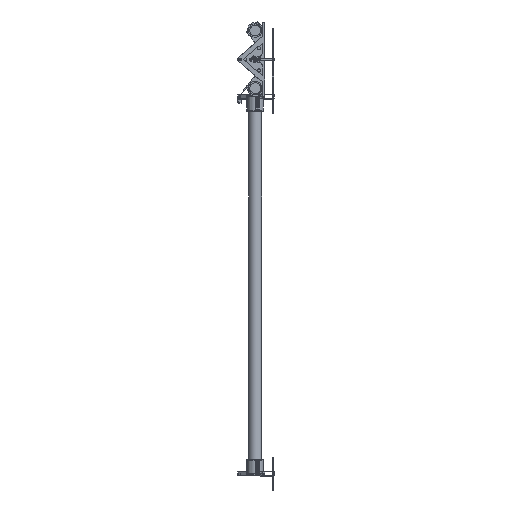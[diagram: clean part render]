
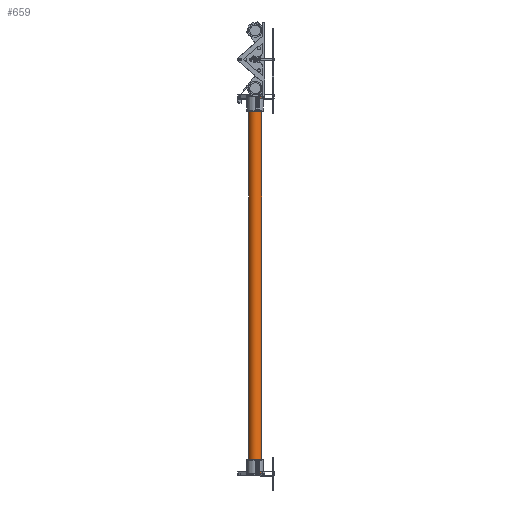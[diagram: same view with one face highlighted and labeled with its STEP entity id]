
A CAD part, left-side view. The second image highlights one B-rep face of the part: STEP entity #659.
In plain terms, the highlighted cylindrical face has radius 13.335 mm (diameter 26.67 mm), a partial arc.
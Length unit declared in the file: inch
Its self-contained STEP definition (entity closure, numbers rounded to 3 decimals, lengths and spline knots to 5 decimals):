
#164 = ORIENTED_EDGE ( 'NONE', *, *, #8939, .F. ) ;
#284 = DIRECTION ( 'NONE',  ( 0., -1., 0. ) ) ;
#320 = CARTESIAN_POINT ( 'NONE',  ( 0., 14.75, -0.525 ) ) ;
#659 = ADVANCED_FACE ( 'NONE', ( #10816 ), #13207, .T. ) ;
#818 = CARTESIAN_POINT ( 'NONE',  ( 0., -14.75, 0.525 ) ) ;
#1197 = VECTOR ( 'NONE', #11076, 39.37008 ) ;
#1261 = DIRECTION ( 'NONE',  ( 0., 0., 1. ) ) ;
#2566 = ORIENTED_EDGE ( 'NONE', *, *, #9184, .T. ) ;
#2654 = AXIS2_PLACEMENT_3D ( 'NONE', #12141, #9729, #5616 ) ;
#3289 = CARTESIAN_POINT ( 'NONE',  ( 0., 14.75, 0.525 ) ) ;
#3400 = ORIENTED_EDGE ( 'NONE', *, *, #10687, .T. ) ;
#3626 = EDGE_CURVE ( 'NONE', #8984, #6093, #4496, .T. ) ;
#4496 = CIRCLE ( 'NONE', #12415, 0.525 ) ;
#4982 = DIRECTION ( 'NONE',  ( 0., 0., 1. ) ) ;
#5616 = DIRECTION ( 'NONE',  ( 0., 0., -1. ) ) ;
#5726 = CIRCLE ( 'NONE', #7115, 0.525 ) ;
#6093 = VERTEX_POINT ( 'NONE', #3289 ) ;
#6466 = VERTEX_POINT ( 'NONE', #818 ) ;
#6653 = CARTESIAN_POINT ( 'NONE',  ( 0., -14.75, 0. ) ) ;
#7075 = DIRECTION ( 'NONE',  ( 0., 1., 0. ) ) ;
#7115 = AXIS2_PLACEMENT_3D ( 'NONE', #6653, #10967, #1261 ) ;
#8128 = LINE ( 'NONE', #11388, #9986 ) ;
#8238 = VERTEX_POINT ( 'NONE', #13891 ) ;
#8390 = EDGE_LOOP ( 'NONE', ( #164, #12804, #2566, #3400 ) ) ;
#8901 = CARTESIAN_POINT ( 'NONE',  ( 0., 14.75, -0.525 ) ) ;
#8930 = LINE ( 'NONE', #320, #1197 ) ;
#8939 = EDGE_CURVE ( 'NONE', #6093, #6466, #8128, .T. ) ;
#8984 = VERTEX_POINT ( 'NONE', #8901 ) ;
#9184 = EDGE_CURVE ( 'NONE', #8984, #8238, #8930, .T. ) ;
#9369 = CARTESIAN_POINT ( 'NONE',  ( 0., 14.75, 0. ) ) ;
#9729 = DIRECTION ( 'NONE',  ( 0., -1., 0. ) ) ;
#9986 = VECTOR ( 'NONE', #284, 39.37008 ) ;
#10687 = EDGE_CURVE ( 'NONE', #8238, #6466, #5726, .T. ) ;
#10816 = FACE_OUTER_BOUND ( 'NONE', #8390, .T. ) ;
#10967 = DIRECTION ( 'NONE',  ( 0., 1., 0. ) ) ;
#11076 = DIRECTION ( 'NONE',  ( 0., -1., 0. ) ) ;
#11388 = CARTESIAN_POINT ( 'NONE',  ( 0., 14.75, 0.525 ) ) ;
#12141 = CARTESIAN_POINT ( 'NONE',  ( 0., 14.75, 0. ) ) ;
#12415 = AXIS2_PLACEMENT_3D ( 'NONE', #9369, #7075, #4982 ) ;
#12804 = ORIENTED_EDGE ( 'NONE', *, *, #3626, .F. ) ;
#13207 = CYLINDRICAL_SURFACE ( 'NONE', #2654, 0.525 ) ;
#13891 = CARTESIAN_POINT ( 'NONE',  ( 0., -14.75, -0.525 ) ) ;
